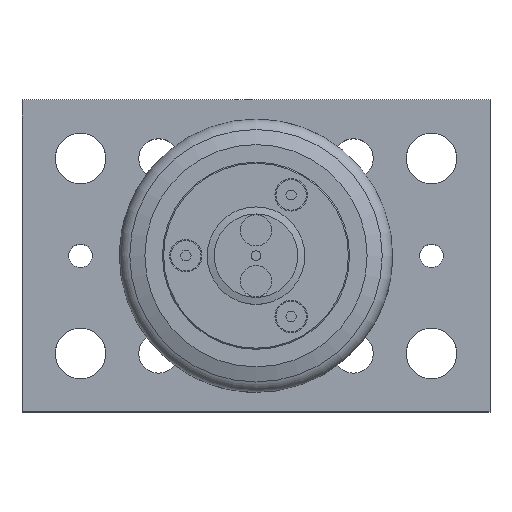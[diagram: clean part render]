
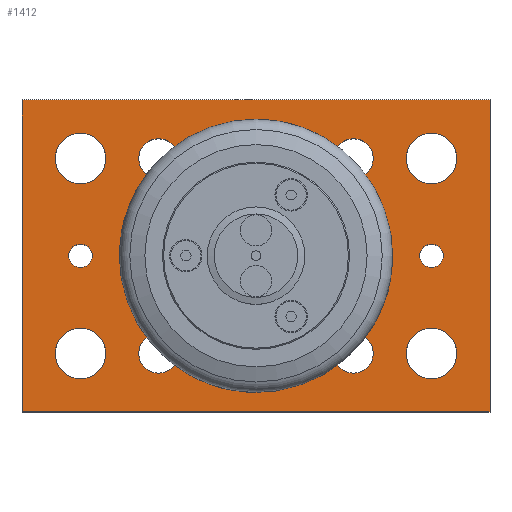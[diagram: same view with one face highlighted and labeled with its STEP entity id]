
A CAD part, top view. The second image highlights one B-rep face of the part: STEP entity #1412.
In plain terms, the highlighted planar face has unit normal (0, 0, 1).
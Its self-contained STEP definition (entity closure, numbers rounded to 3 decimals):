
#43=FACE_BOUND('',#349,.T.);
#44=FACE_BOUND('',#350,.T.);
#45=FACE_BOUND('',#351,.T.);
#46=FACE_BOUND('',#352,.T.);
#47=FACE_BOUND('',#353,.T.);
#48=FACE_BOUND('',#354,.T.);
#49=FACE_BOUND('',#355,.T.);
#50=FACE_BOUND('',#356,.T.);
#51=FACE_BOUND('',#357,.T.);
#52=FACE_BOUND('',#358,.T.);
#53=FACE_BOUND('',#359,.T.);
#129=CIRCLE('',#1575,23.5);
#132=CIRCLE('',#1580,3.);
#133=CIRCLE('',#1581,3.);
#134=CIRCLE('',#1582,6.5);
#135=CIRCLE('',#1583,6.5);
#136=CIRCLE('',#1584,6.5);
#137=CIRCLE('',#1585,6.5);
#138=CIRCLE('',#1586,5.053);
#139=CIRCLE('',#1587,5.053);
#140=CIRCLE('',#1588,5.053);
#141=CIRCLE('',#1589,5.053);
#142=CIRCLE('',#1590,5.053);
#143=CIRCLE('',#1591,5.053);
#144=CIRCLE('',#1592,5.053);
#145=CIRCLE('',#1593,5.053);
#249=FACE_OUTER_BOUND('',#348,.T.);
#348=EDGE_LOOP('',(#1200,#1201,#1202,#1203));
#349=EDGE_LOOP('',(#1204));
#350=EDGE_LOOP('',(#1205));
#351=EDGE_LOOP('',(#1206));
#352=EDGE_LOOP('',(#1207));
#353=EDGE_LOOP('',(#1208));
#354=EDGE_LOOP('',(#1209));
#355=EDGE_LOOP('',(#1210,#1211));
#356=EDGE_LOOP('',(#1212,#1213));
#357=EDGE_LOOP('',(#1214,#1215));
#358=EDGE_LOOP('',(#1216,#1217));
#359=EDGE_LOOP('',(#1218));
#464=LINE('',#2410,#564);
#465=LINE('',#2412,#565);
#466=LINE('',#2414,#566);
#467=LINE('',#2415,#567);
#564=VECTOR('',#1962,10.);
#565=VECTOR('',#1963,10.);
#566=VECTOR('',#1964,10.);
#567=VECTOR('',#1965,10.);
#685=VERTEX_POINT('',#2399);
#688=VERTEX_POINT('',#2408);
#689=VERTEX_POINT('',#2409);
#690=VERTEX_POINT('',#2411);
#691=VERTEX_POINT('',#2413);
#692=VERTEX_POINT('',#2416);
#693=VERTEX_POINT('',#2418);
#694=VERTEX_POINT('',#2420);
#695=VERTEX_POINT('',#2422);
#696=VERTEX_POINT('',#2424);
#697=VERTEX_POINT('',#2426);
#698=VERTEX_POINT('',#2428);
#699=VERTEX_POINT('',#2429);
#700=VERTEX_POINT('',#2432);
#701=VERTEX_POINT('',#2433);
#702=VERTEX_POINT('',#2436);
#703=VERTEX_POINT('',#2437);
#704=VERTEX_POINT('',#2440);
#705=VERTEX_POINT('',#2441);
#863=EDGE_CURVE('',#685,#685,#129,.T.);
#866=EDGE_CURVE('',#688,#689,#464,.T.);
#867=EDGE_CURVE('',#690,#688,#465,.T.);
#868=EDGE_CURVE('',#691,#690,#466,.T.);
#869=EDGE_CURVE('',#689,#691,#467,.T.);
#870=EDGE_CURVE('',#692,#692,#132,.T.);
#871=EDGE_CURVE('',#693,#693,#133,.T.);
#872=EDGE_CURVE('',#694,#694,#134,.T.);
#873=EDGE_CURVE('',#695,#695,#135,.T.);
#874=EDGE_CURVE('',#696,#696,#136,.T.);
#875=EDGE_CURVE('',#697,#697,#137,.T.);
#876=EDGE_CURVE('',#698,#699,#138,.T.);
#877=EDGE_CURVE('',#699,#698,#139,.T.);
#878=EDGE_CURVE('',#700,#701,#140,.T.);
#879=EDGE_CURVE('',#701,#700,#141,.T.);
#880=EDGE_CURVE('',#702,#703,#142,.T.);
#881=EDGE_CURVE('',#703,#702,#143,.T.);
#882=EDGE_CURVE('',#704,#705,#144,.T.);
#883=EDGE_CURVE('',#705,#704,#145,.T.);
#1200=ORIENTED_EDGE('',*,*,#866,.F.);
#1201=ORIENTED_EDGE('',*,*,#867,.F.);
#1202=ORIENTED_EDGE('',*,*,#868,.F.);
#1203=ORIENTED_EDGE('',*,*,#869,.F.);
#1204=ORIENTED_EDGE('',*,*,#870,.T.);
#1205=ORIENTED_EDGE('',*,*,#871,.T.);
#1206=ORIENTED_EDGE('',*,*,#872,.T.);
#1207=ORIENTED_EDGE('',*,*,#873,.T.);
#1208=ORIENTED_EDGE('',*,*,#874,.T.);
#1209=ORIENTED_EDGE('',*,*,#875,.T.);
#1210=ORIENTED_EDGE('',*,*,#876,.T.);
#1211=ORIENTED_EDGE('',*,*,#877,.T.);
#1212=ORIENTED_EDGE('',*,*,#878,.T.);
#1213=ORIENTED_EDGE('',*,*,#879,.T.);
#1214=ORIENTED_EDGE('',*,*,#880,.T.);
#1215=ORIENTED_EDGE('',*,*,#881,.T.);
#1216=ORIENTED_EDGE('',*,*,#882,.T.);
#1217=ORIENTED_EDGE('',*,*,#883,.T.);
#1218=ORIENTED_EDGE('',*,*,#863,.T.);
#1343=PLANE('',#1579);
#1412=ADVANCED_FACE('',(#249,#43,#44,#45,#46,#47,#48,#49,#50,#51,#52,#53),
#1343,.T.);
#1575=AXIS2_PLACEMENT_3D('',#2401,#1952,#1953);
#1579=AXIS2_PLACEMENT_3D('',#2407,#1960,#1961);
#1580=AXIS2_PLACEMENT_3D('',#2417,#1966,#1967);
#1581=AXIS2_PLACEMENT_3D('',#2419,#1968,#1969);
#1582=AXIS2_PLACEMENT_3D('',#2421,#1970,#1971);
#1583=AXIS2_PLACEMENT_3D('',#2423,#1972,#1973);
#1584=AXIS2_PLACEMENT_3D('',#2425,#1974,#1975);
#1585=AXIS2_PLACEMENT_3D('',#2427,#1976,#1977);
#1586=AXIS2_PLACEMENT_3D('',#2430,#1978,#1979);
#1587=AXIS2_PLACEMENT_3D('',#2431,#1980,#1981);
#1588=AXIS2_PLACEMENT_3D('',#2434,#1982,#1983);
#1589=AXIS2_PLACEMENT_3D('',#2435,#1984,#1985);
#1590=AXIS2_PLACEMENT_3D('',#2438,#1986,#1987);
#1591=AXIS2_PLACEMENT_3D('',#2439,#1988,#1989);
#1592=AXIS2_PLACEMENT_3D('',#2442,#1990,#1991);
#1593=AXIS2_PLACEMENT_3D('',#2443,#1992,#1993);
#1952=DIRECTION('center_axis',(0.,0.,-1.));
#1953=DIRECTION('ref_axis',(0.,1.,0.));
#1960=DIRECTION('center_axis',(0.,0.,1.));
#1961=DIRECTION('ref_axis',(1.,0.,0.));
#1962=DIRECTION('',(0.,1.,0.));
#1963=DIRECTION('',(-1.,0.,0.));
#1964=DIRECTION('',(0.,-1.,0.));
#1965=DIRECTION('',(1.,0.,0.));
#1966=DIRECTION('center_axis',(0.,0.,-1.));
#1967=DIRECTION('ref_axis',(-1.,0.,0.));
#1968=DIRECTION('center_axis',(0.,0.,-1.));
#1969=DIRECTION('ref_axis',(-1.,0.,0.));
#1970=DIRECTION('center_axis',(0.,0.,-1.));
#1971=DIRECTION('ref_axis',(-1.,0.,0.));
#1972=DIRECTION('center_axis',(0.,0.,-1.));
#1973=DIRECTION('ref_axis',(-1.,0.,0.));
#1974=DIRECTION('center_axis',(0.,0.,-1.));
#1975=DIRECTION('ref_axis',(-1.,0.,0.));
#1976=DIRECTION('center_axis',(0.,0.,-1.));
#1977=DIRECTION('ref_axis',(-1.,0.,0.));
#1978=DIRECTION('center_axis',(0.,0.,-1.));
#1979=DIRECTION('ref_axis',(1.,0.,0.));
#1980=DIRECTION('center_axis',(0.,0.,-1.));
#1981=DIRECTION('ref_axis',(1.,0.,0.));
#1982=DIRECTION('center_axis',(0.,0.,-1.));
#1983=DIRECTION('ref_axis',(1.,0.,0.));
#1984=DIRECTION('center_axis',(0.,0.,-1.));
#1985=DIRECTION('ref_axis',(1.,0.,0.));
#1986=DIRECTION('center_axis',(0.,0.,-1.));
#1987=DIRECTION('ref_axis',(1.,0.,0.));
#1988=DIRECTION('center_axis',(0.,0.,-1.));
#1989=DIRECTION('ref_axis',(1.,0.,0.));
#1990=DIRECTION('center_axis',(0.,0.,-1.));
#1991=DIRECTION('ref_axis',(1.,0.,0.));
#1992=DIRECTION('center_axis',(0.,0.,-1.));
#1993=DIRECTION('ref_axis',(1.,0.,0.));
#2399=CARTESIAN_POINT('',(60.,16.5,15.));
#2401=CARTESIAN_POINT('Origin',(60.,40.,15.));
#2407=CARTESIAN_POINT('Origin',(60.,40.,15.));
#2408=CARTESIAN_POINT('',(0.,0.,15.));
#2409=CARTESIAN_POINT('',(0.,80.,15.));
#2410=CARTESIAN_POINT('',(0.,80.,15.));
#2411=CARTESIAN_POINT('',(120.,0.,15.));
#2412=CARTESIAN_POINT('',(0.,0.,15.));
#2413=CARTESIAN_POINT('',(120.,80.,15.));
#2414=CARTESIAN_POINT('',(120.,0.,15.));
#2415=CARTESIAN_POINT('',(120.,80.,15.));
#2416=CARTESIAN_POINT('',(18.,40.,15.));
#2417=CARTESIAN_POINT('Origin',(15.,40.,15.));
#2418=CARTESIAN_POINT('',(108.,40.,15.));
#2419=CARTESIAN_POINT('Origin',(105.,40.,15.));
#2420=CARTESIAN_POINT('',(111.5,15.,15.));
#2421=CARTESIAN_POINT('Origin',(105.,15.,15.));
#2422=CARTESIAN_POINT('',(21.5,65.,15.));
#2423=CARTESIAN_POINT('Origin',(15.,65.,15.));
#2424=CARTESIAN_POINT('',(21.5,15.,15.));
#2425=CARTESIAN_POINT('Origin',(15.,15.,15.));
#2426=CARTESIAN_POINT('',(111.5,65.,15.));
#2427=CARTESIAN_POINT('Origin',(105.,65.,15.));
#2428=CARTESIAN_POINT('',(40.053,65.,15.));
#2429=CARTESIAN_POINT('',(29.947,65.,15.));
#2430=CARTESIAN_POINT('Origin',(35.,65.,15.));
#2431=CARTESIAN_POINT('Origin',(35.,65.,15.));
#2432=CARTESIAN_POINT('',(90.053,65.,15.));
#2433=CARTESIAN_POINT('',(79.947,65.,15.));
#2434=CARTESIAN_POINT('Origin',(85.,65.,15.));
#2435=CARTESIAN_POINT('Origin',(85.,65.,15.));
#2436=CARTESIAN_POINT('',(90.053,15.,15.));
#2437=CARTESIAN_POINT('',(79.947,15.,15.));
#2438=CARTESIAN_POINT('Origin',(85.,15.,15.));
#2439=CARTESIAN_POINT('Origin',(85.,15.,15.));
#2440=CARTESIAN_POINT('',(40.053,15.,15.));
#2441=CARTESIAN_POINT('',(29.947,15.,15.));
#2442=CARTESIAN_POINT('Origin',(35.,15.,15.));
#2443=CARTESIAN_POINT('Origin',(35.,15.,15.));
